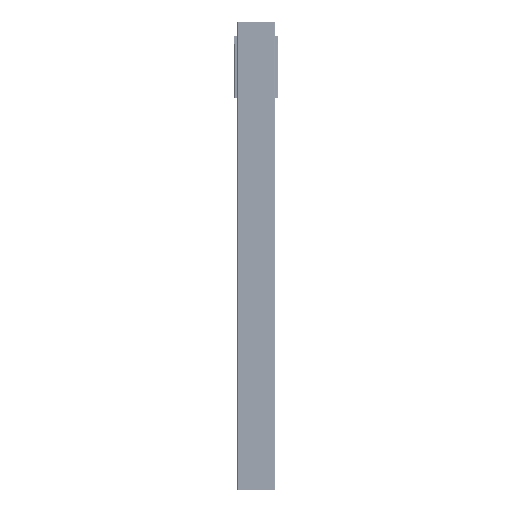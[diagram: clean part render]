
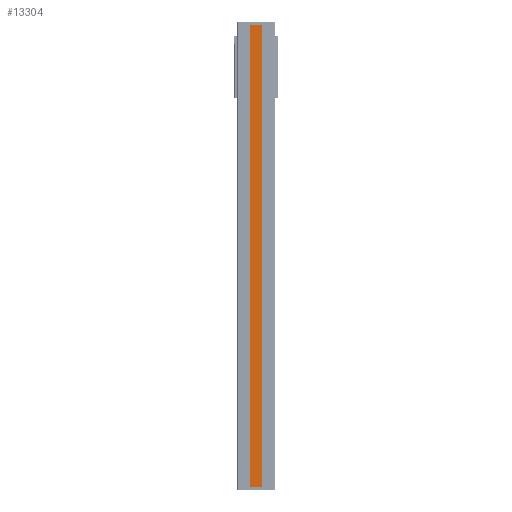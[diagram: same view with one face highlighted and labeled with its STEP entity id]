
A CAD part, front view. The second image highlights one B-rep face of the part: STEP entity #13304.
In plain terms, the highlighted planar face has unit normal (0, -1, 0).
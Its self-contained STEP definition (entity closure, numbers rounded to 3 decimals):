
#857 = FACE_OUTER_BOUND ( 'NONE', #61791, .T. ) ;
#1050 = PLANE ( 'NONE',  #70887 ) ;
#4332 = EDGE_CURVE ( 'NONE', #76493, #72009, #73533, .T. ) ;
#8255 = CARTESIAN_POINT ( 'NONE',  ( -30., 3., -2470. ) ) ;
#9619 = DIRECTION ( 'NONE',  ( 0., -1., 0. ) ) ;
#10409 = VECTOR ( 'NONE', #58649, 1000. ) ;
#13304 = ADVANCED_FACE ( 'NONE', ( #857 ), #1050, .T. ) ;
#14562 = CARTESIAN_POINT ( 'NONE',  ( -30., 3., 0. ) ) ;
#18330 = DIRECTION ( 'NONE',  ( 1., 0., 0. ) ) ;
#26529 = CARTESIAN_POINT ( 'NONE',  ( 0., 3., -2470. ) ) ;
#27676 = CARTESIAN_POINT ( 'NONE',  ( 30., 3., -2470. ) ) ;
#34293 = CARTESIAN_POINT ( 'NONE',  ( 30., 3., 0. ) ) ;
#35556 = CARTESIAN_POINT ( 'NONE',  ( 0., 3., -2470. ) ) ;
#35898 = LINE ( 'NONE', #84085, #10409 ) ;
#41779 = ORIENTED_EDGE ( 'NONE', *, *, #4332, .F. ) ;
#46279 = DIRECTION ( 'NONE',  ( 0., 0., 1. ) ) ;
#54625 = ORIENTED_EDGE ( 'NONE', *, *, #72107, .F. ) ;
#55341 = VERTEX_POINT ( 'NONE', #34293 ) ;
#57468 = ORIENTED_EDGE ( 'NONE', *, *, #106003, .T. ) ;
#58649 = DIRECTION ( 'NONE',  ( 1., 0., 0. ) ) ;
#61791 = EDGE_LOOP ( 'NONE', ( #54625, #41779, #104251, #57468 ) ) ;
#63065 = LINE ( 'NONE', #35556, #83096 ) ;
#68156 = DIRECTION ( 'NONE',  ( 0., 0., 1. ) ) ;
#69492 = DIRECTION ( 'NONE',  ( 0., 0., -1. ) ) ;
#69998 = EDGE_CURVE ( 'NONE', #76493, #70100, #63065, .T. ) ;
#70100 = VERTEX_POINT ( 'NONE', #27676 ) ;
#70887 = AXIS2_PLACEMENT_3D ( 'NONE', #26529, #9619, #69492 ) ;
#72009 = VERTEX_POINT ( 'NONE', #14562 ) ;
#72107 = EDGE_CURVE ( 'NONE', #72009, #55341, #35898, .T. ) ;
#73127 = LINE ( 'NONE', #97492, #93264 ) ;
#73533 = LINE ( 'NONE', #8255, #98970 ) ;
#76493 = VERTEX_POINT ( 'NONE', #92994 ) ;
#83096 = VECTOR ( 'NONE', #18330, 1000. ) ;
#84085 = CARTESIAN_POINT ( 'NONE',  ( 0., 3., 0. ) ) ;
#92994 = CARTESIAN_POINT ( 'NONE',  ( -30., 3., -2470. ) ) ;
#93264 = VECTOR ( 'NONE', #46279, 1000. ) ;
#97492 = CARTESIAN_POINT ( 'NONE',  ( 30., 3., -2470. ) ) ;
#98970 = VECTOR ( 'NONE', #68156, 1000. ) ;
#104251 = ORIENTED_EDGE ( 'NONE', *, *, #69998, .T. ) ;
#106003 = EDGE_CURVE ( 'NONE', #70100, #55341, #73127, .T. ) ;
